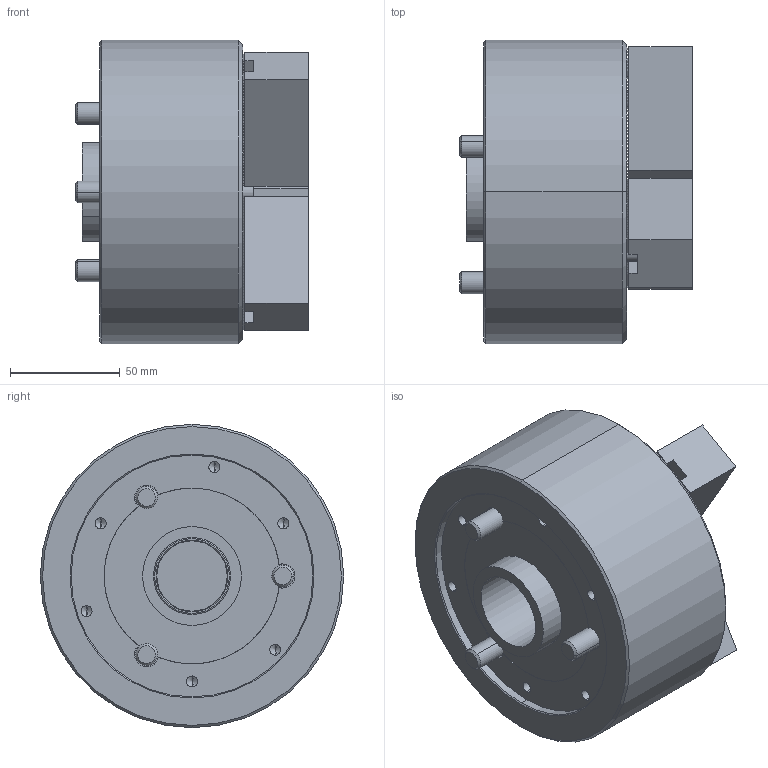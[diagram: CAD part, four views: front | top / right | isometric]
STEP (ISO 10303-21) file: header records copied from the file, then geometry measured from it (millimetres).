
FILE_DESCRIPTION (( 'STEP AP203' ), '1' );
FILE_NAME ('CF-3L-205.STEP', '2019-12-19T05:39:11', ( 'temp' ), ( '' ), 'SwSTEP 2.0', 'SolidWorks 2016', '' );
FILE_SCHEMA (( 'CONFIG_CONTROL_DESIGN' ));
Length unit declared in the file: millimetre
Products named in the file (9): 圓頭內六角螺栓_M8x20; CF-3L-205; CF-3L-205-01000_6磨工三; CF-3L-205-02000; CF-3L-205-06000; CF-3L-205-05000; SJ-05; 圓頭內六角螺栓_M10x65; 半圓頭六角孔螺栓_M5x10
Assembly tree (19 placements, depth 2):
  CF-3L-205
    CF-3L-205-01000_6磨工三
    CF-3L-205-02000
    CF-3L-205-06000
    CF-3L-205-05000
    SJ-05  x3
    圓頭內六角螺栓_M10x65  x3
    半圓頭六角孔螺栓_M5x10  x3
    圓頭內六角螺栓_M8x20  x6
Bounding box: 106 x 138 x 138 mm (x, y, z)
Volume: 961956.8 mm3; surface area: 161037.5 mm2
Topology: 19 solids, 19 shells, 1501 faces, 4141 edges, 2677 vertices
Faces by surface type: plane 971, cylinder 402, cone 118, torus 10
Entity records: 19325 total; most frequent: CARTESIAN_POINT 3681, ORIENTED_EDGE 3106, DIRECTION 2890, EDGE_CURVE 1553, VECTOR 1088, LINE 1088, VERTEX_POINT 1012, AXIS2_PLACEMENT_3D 901
